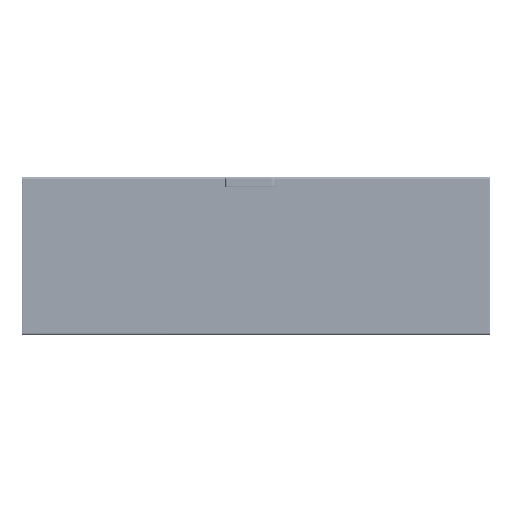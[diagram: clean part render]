
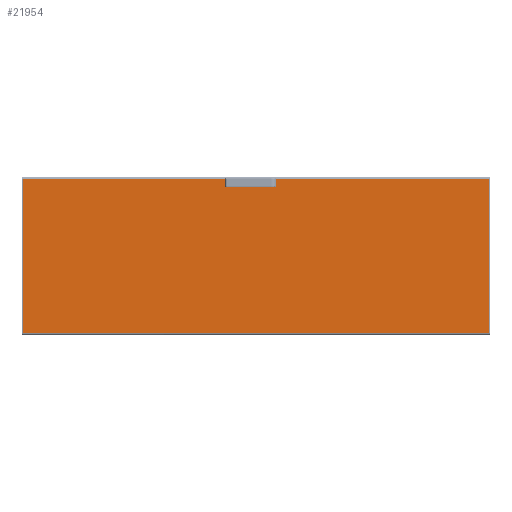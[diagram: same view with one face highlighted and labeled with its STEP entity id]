
A CAD part, top view. The second image highlights one B-rep face of the part: STEP entity #21954.
In plain terms, the highlighted planar face has unit normal (0, 0, 1).
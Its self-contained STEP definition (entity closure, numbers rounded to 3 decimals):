
#878 = DIRECTION ( 'NONE',  ( -1., 0., 0. ) ) ;
#988 = CARTESIAN_POINT ( 'NONE',  ( 26., 275.5, 2. ) ) ;
#990 = CARTESIAN_POINT ( 'NONE',  ( 875.49, 287.5, 2. ) ) ;
#1054 = CARTESIAN_POINT ( 'NONE',  ( 37.662, 280., 2. ) ) ;
#1066 = CARTESIAN_POINT ( 'NONE',  ( -37.662, 280., 2. ) ) ;
#1070 = DIRECTION ( 'NONE',  ( -1., 0., 0. ) ) ;
#1072 = CARTESIAN_POINT ( 'NONE',  ( 875.49, 287.5, 2. ) ) ;
#1087 = DIRECTION ( 'NONE',  ( -1., 0., 0. ) ) ;
#1145 = DIRECTION ( 'NONE',  ( 0., 0., 1. ) ) ;
#1182 = DIRECTION ( 'NONE',  ( -1., 0., 0. ) ) ;
#1356 = CARTESIAN_POINT ( 'NONE',  ( 37.662, 271., 2. ) ) ;
#1511 = CARTESIAN_POINT ( 'NONE',  ( -26., 275.5, 2. ) ) ;
#1566 = DIRECTION ( 'NONE',  ( 0., 0., 1. ) ) ;
#1631 = CARTESIAN_POINT ( 'NONE',  ( -875.49, -287.5, 2. ) ) ;
#1679 = DIRECTION ( 'NONE',  ( 1., 0., 0. ) ) ;
#1717 = DIRECTION ( 'NONE',  ( 1., 0., 0. ) ) ;
#1902 = DIRECTION ( 'NONE',  ( 1., 0., 0. ) ) ;
#1970 = CARTESIAN_POINT ( 'NONE',  ( -14.338, 271., 2. ) ) ;
#2260 = CARTESIAN_POINT ( 'NONE',  ( 26., 275.5, 2. ) ) ;
#2292 = CARTESIAN_POINT ( 'NONE',  ( 54.3, 275.5, 2. ) ) ;
#2316 = DIRECTION ( 'NONE',  ( 0., 1., 0. ) ) ;
#2339 = CARTESIAN_POINT ( 'NONE',  ( 875.49, -295., 2. ) ) ;
#2361 = DIRECTION ( 'NONE',  ( 1., 0., 0. ) ) ;
#2384 = DIRECTION ( 'NONE',  ( 0., 0., 1. ) ) ;
#2394 = DIRECTION ( 'NONE',  ( 1., 0., 0. ) ) ;
#2443 = DIRECTION ( 'NONE',  ( 0., -1., 0. ) ) ;
#2534 = DIRECTION ( 'NONE',  ( 0., 0., 1. ) ) ;
#2569 = DIRECTION ( 'NONE',  ( -1., 0., 0. ) ) ;
#2683 = DIRECTION ( 'NONE',  ( -1., 0., 0. ) ) ;
#2706 = CARTESIAN_POINT ( 'NONE',  ( -37.662, 271., 2. ) ) ;
#2838 = CARTESIAN_POINT ( 'NONE',  ( -26., 275.5, 2. ) ) ;
#2969 = DIRECTION ( 'NONE',  ( 0., 0., 1. ) ) ;
#3044 = DIRECTION ( 'NONE',  ( -1., 0., 0. ) ) ;
#3080 = DIRECTION ( 'NONE',  ( 1., 0., 0. ) ) ;
#3382 = CARTESIAN_POINT ( 'NONE',  ( -875.49, 295., 2. ) ) ;
#6748 = DIRECTION ( 'NONE',  ( 0., 0., 1. ) ) ;
#6774 = DIRECTION ( 'NONE',  ( -1., 0., 0. ) ) ;
#7907 = CARTESIAN_POINT ( 'NONE',  ( 54.3, 275.5, 2. ) ) ;
#8387 = DIRECTION ( 'NONE',  ( 1., 0., 0. ) ) ;
#8416 = DIRECTION ( 'NONE',  ( 0., 0., 1. ) ) ;
#8505 = CARTESIAN_POINT ( 'NONE',  ( -54.3, 275.5, 2. ) ) ;
#12769 = PLANE ( 'NONE',  #55846 ) ;
#12998 = DIRECTION ( 'NONE',  ( 1., 0., 0. ) ) ;
#13774 = CARTESIAN_POINT ( 'NONE',  ( -875.5, -295., 2. ) ) ;
#13834 = DIRECTION ( 'NONE',  ( 0., 0., 1. ) ) ;
#21954 = ADVANCED_FACE ( 'NONE', ( #55149 ), #12769, .T. ) ;
#23973 = EDGE_CURVE ( 'NONE', #76055, #76962, #30989, .T. ) ;
#24191 = EDGE_CURVE ( 'NONE', #75864, #76793, #81495, .T. ) ;
#24279 = EDGE_CURVE ( 'NONE', #75728, #75535, #81192, .T. ) ;
#24312 = EDGE_CURVE ( 'NONE', #75728, #76525, #81172, .T. ) ;
#24338 = EDGE_CURVE ( 'NONE', #75535, #75911, #81122, .T. ) ;
#24416 = EDGE_CURVE ( 'NONE', #75688, #77024, #81382, .T. ) ;
#24449 = EDGE_CURVE ( 'NONE', #76525, #75848, #81631, .T. ) ;
#24453 = EDGE_CURVE ( 'NONE', #76865, #76652, #81433, .T. ) ;
#24547 = EDGE_CURVE ( 'NONE', #76652, #76793, #81735, .T. ) ;
#24755 = EDGE_CURVE ( 'NONE', #76371, #75639, #81682, .T. ) ;
#24790 = EDGE_CURVE ( 'NONE', #75820, #75864, #81859, .T. ) ;
#24806 = EDGE_CURVE ( 'NONE', #75639, #76647, #81917, .T. ) ;
#24982 = EDGE_CURVE ( 'NONE', #76962, #76371, #38485, .T. ) ;
#25031 = EDGE_CURVE ( 'NONE', #75848, #76865, #38533, .T. ) ;
#25079 = EDGE_CURVE ( 'NONE', #76647, #75688, #38582, .T. ) ;
#25169 = EDGE_CURVE ( 'NONE', #75911, #76055, #38668, .T. ) ;
#25418 = EDGE_CURVE ( 'NONE', #77024, #75820, #38910, .T. ) ;
#30989 = LINE ( 'NONE', #2706, #81089 ) ;
#31587 = AXIS2_PLACEMENT_3D ( 'NONE', #7907, #6748, #6774 ) ;
#31951 = AXIS2_PLACEMENT_3D ( 'NONE', #8505, #8416, #8387 ) ;
#32055 = AXIS2_PLACEMENT_3D ( 'NONE', #1511, #1566, #2394 ) ;
#32157 = AXIS2_PLACEMENT_3D ( 'NONE', #988, #1145, #1182 ) ;
#32182 = CARTESIAN_POINT ( 'NONE',  ( 29.5, 287.5, 2. ) ) ;
#32499 = CARTESIAN_POINT ( 'NONE',  ( 58.8, 275.5, 2. ) ) ;
#32573 = AXIS2_PLACEMENT_3D ( 'NONE', #2292, #2534, #2683 ) ;
#32627 = CARTESIAN_POINT ( 'NONE',  ( -54.3, 271., 2. ) ) ;
#32655 = CARTESIAN_POINT ( 'NONE',  ( 54.3, 271., 2. ) ) ;
#32713 = CARTESIAN_POINT ( 'NONE',  ( 54.3, 280., 2. ) ) ;
#32771 = CARTESIAN_POINT ( 'NONE',  ( -29.5, 287.5, 2. ) ) ;
#32785 = AXIS2_PLACEMENT_3D ( 'NONE', #2838, #2384, #2361 ) ;
#32922 = AXIS2_PLACEMENT_3D ( 'NONE', #2260, #2969, #3044 ) ;
#33890 = CARTESIAN_POINT ( 'NONE',  ( 37.662, 271., 2. ) ) ;
#34178 = CARTESIAN_POINT ( 'NONE',  ( 875.49, 287.5, 2. ) ) ;
#34291 = CARTESIAN_POINT ( 'NONE',  ( 37.662, 280., 2. ) ) ;
#34448 = CARTESIAN_POINT ( 'NONE',  ( -54.3, 280., 2. ) ) ;
#34632 = CARTESIAN_POINT ( 'NONE',  ( 875.49, -287.5, 2. ) ) ;
#34637 = CARTESIAN_POINT ( 'NONE',  ( -37.662, 271., 2. ) ) ;
#34656 = CARTESIAN_POINT ( 'NONE',  ( -37.662, 280., 2. ) ) ;
#34694 = CARTESIAN_POINT ( 'NONE',  ( -14.338, 271., 2. ) ) ;
#34786 = CARTESIAN_POINT ( 'NONE',  ( -875.49, 287.5, 2. ) ) ;
#34934 = CARTESIAN_POINT ( 'NONE',  ( -875.49, -287.5, 2. ) ) ;
#34988 = CARTESIAN_POINT ( 'NONE',  ( 14.338, 271., 2. ) ) ;
#38485 = CIRCLE ( 'NONE', #32055, 12.5 ) ;
#38533 = LINE ( 'NONE', #1631, #38534 ) ;
#38534 = VECTOR ( 'NONE', #1679, 1000. ) ;
#38569 = VECTOR ( 'NONE', #1717, 1000. ) ;
#38582 = LINE ( 'NONE', #1356, #38569 ) ;
#38668 = CIRCLE ( 'NONE', #31951, 4.5 ) ;
#38910 = CIRCLE ( 'NONE', #31587, 4.5 ) ;
#47700 = EDGE_LOOP ( 'NONE', ( #53981, #54386, #54304, #54303, #54302, #54301, #54298, #54316, #54249, #54243, #54238, #54234, #54398, #53754, #53783, #53766, #53752 ) ) ;
#53752 = ORIENTED_EDGE ( 'NONE', *, *, #24338, .F. ) ;
#53754 = ORIENTED_EDGE ( 'NONE', *, *, #24982, .F. ) ;
#53766 = ORIENTED_EDGE ( 'NONE', *, *, #25169, .F. ) ;
#53783 = ORIENTED_EDGE ( 'NONE', *, *, #23973, .F. ) ;
#53981 = ORIENTED_EDGE ( 'NONE', *, *, #24279, .F. ) ;
#54234 = ORIENTED_EDGE ( 'NONE', *, *, #24806, .F. ) ;
#54238 = ORIENTED_EDGE ( 'NONE', *, *, #25079, .F. ) ;
#54243 = ORIENTED_EDGE ( 'NONE', *, *, #24416, .F. ) ;
#54249 = ORIENTED_EDGE ( 'NONE', *, *, #25418, .F. ) ;
#54298 = ORIENTED_EDGE ( 'NONE', *, *, #24191, .F. ) ;
#54301 = ORIENTED_EDGE ( 'NONE', *, *, #24547, .T. ) ;
#54302 = ORIENTED_EDGE ( 'NONE', *, *, #24453, .T. ) ;
#54303 = ORIENTED_EDGE ( 'NONE', *, *, #25031, .T. ) ;
#54304 = ORIENTED_EDGE ( 'NONE', *, *, #24449, .T. ) ;
#54316 = ORIENTED_EDGE ( 'NONE', *, *, #24790, .F. ) ;
#54386 = ORIENTED_EDGE ( 'NONE', *, *, #24312, .T. ) ;
#54398 = ORIENTED_EDGE ( 'NONE', *, *, #24755, .F. ) ;
#55149 = FACE_OUTER_BOUND ( 'NONE', #47700, .T. ) ;
#55846 = AXIS2_PLACEMENT_3D ( 'NONE', #13774, #13834, #12998 ) ;
#75535 = VERTEX_POINT ( 'NONE', #34656 ) ;
#75639 = VERTEX_POINT ( 'NONE', #34988 ) ;
#75688 = VERTEX_POINT ( 'NONE', #32655 ) ;
#75728 = VERTEX_POINT ( 'NONE', #32771 ) ;
#75820 = VERTEX_POINT ( 'NONE', #32713 ) ;
#75848 = VERTEX_POINT ( 'NONE', #34934 ) ;
#75864 = VERTEX_POINT ( 'NONE', #34291 ) ;
#75911 = VERTEX_POINT ( 'NONE', #34448 ) ;
#76055 = VERTEX_POINT ( 'NONE', #32627 ) ;
#76371 = VERTEX_POINT ( 'NONE', #34694 ) ;
#76525 = VERTEX_POINT ( 'NONE', #34786 ) ;
#76647 = VERTEX_POINT ( 'NONE', #33890 ) ;
#76652 = VERTEX_POINT ( 'NONE', #34178 ) ;
#76793 = VERTEX_POINT ( 'NONE', #32182 ) ;
#76865 = VERTEX_POINT ( 'NONE', #34632 ) ;
#76962 = VERTEX_POINT ( 'NONE', #34637 ) ;
#77024 = VERTEX_POINT ( 'NONE', #32499 ) ;
#81089 = VECTOR ( 'NONE', #3080, 1000. ) ;
#81122 = LINE ( 'NONE', #1066, #81653 ) ;
#81172 = LINE ( 'NONE', #990, #81237 ) ;
#81192 = CIRCLE ( 'NONE', #32785, 12.5 ) ;
#81237 = VECTOR ( 'NONE', #1087, 1000. ) ;
#81382 = CIRCLE ( 'NONE', #32573, 4.5 ) ;
#81423 = VECTOR ( 'NONE', #2316, 1000. ) ;
#81433 = LINE ( 'NONE', #2339, #81423 ) ;
#81474 = VECTOR ( 'NONE', #2443, 1000. ) ;
#81495 = CIRCLE ( 'NONE', #32922, 12.5 ) ;
#81631 = LINE ( 'NONE', #3382, #81474 ) ;
#81653 = VECTOR ( 'NONE', #2569, 1000. ) ;
#81656 = VECTOR ( 'NONE', #1070, 1000. ) ;
#81682 = LINE ( 'NONE', #1970, #81824 ) ;
#81735 = LINE ( 'NONE', #1072, #81656 ) ;
#81824 = VECTOR ( 'NONE', #1902, 1000. ) ;
#81859 = LINE ( 'NONE', #1054, #81944 ) ;
#81917 = CIRCLE ( 'NONE', #32157, 12.5 ) ;
#81944 = VECTOR ( 'NONE', #878, 1000. ) ;
